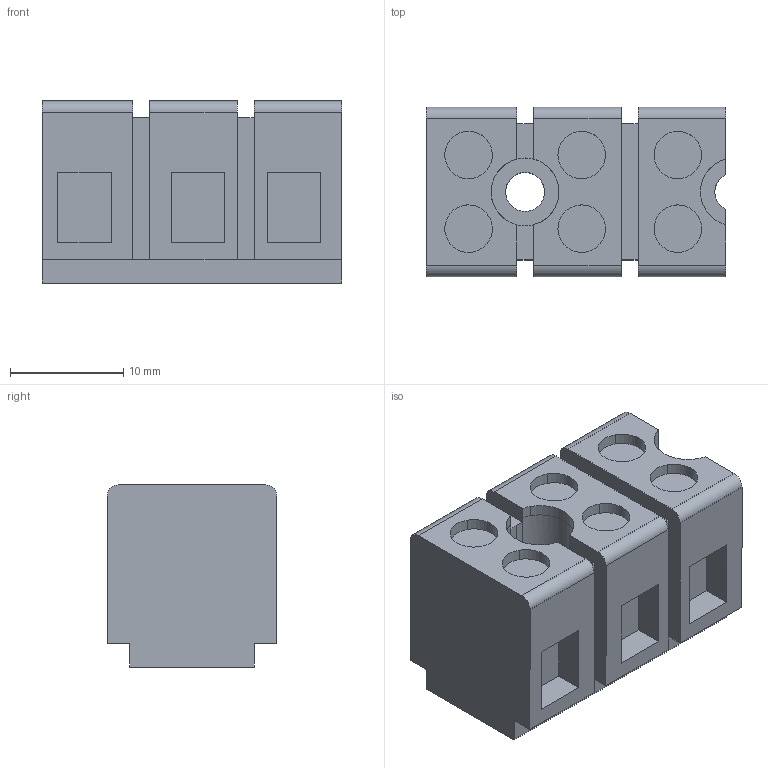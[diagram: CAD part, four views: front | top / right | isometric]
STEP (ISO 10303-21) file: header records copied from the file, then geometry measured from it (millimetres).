
FILE_DESCRIPTION(('CATIA V5 STEP Exchange','CAx-IF Rec.Pracs.--- Model Styling and Organization---1.4--- 2014-01-23'),'2;1');
FILE_NAME ('D1482613_1', '2021-12-08T06:17:21+00:00', ('none'), ('Weidmueller'), 'CATIA Version 5-6 Release 2016 SP3 HF44', 'CATIA V5 STEP AP214', 'none');
FILE_SCHEMA(('AUTOMOTIVE_DESIGN { 1 0 10303 214 1 1 1 1 }'));
Length unit declared in the file: millimetre
Products named in the file (1): 7906120000
Bounding box: 26.5 x 15 x 16.1 mm (x, y, z)
Volume: 5125.3 mm3; surface area: 2986.1 mm2
Topology: 1 solids, 2 shells, 113 faces, 299 edges, 202 vertices
Faces by surface type: plane 78, cylinder 35
Entity records: 3136 total; most frequent: ORIENTED_EDGE 598, CARTESIAN_POINT 568, DIRECTION 386, EDGE_CURVE 299, VECTOR 212, LINE 212, VERTEX_POINT 202, EDGE_LOOP 127
